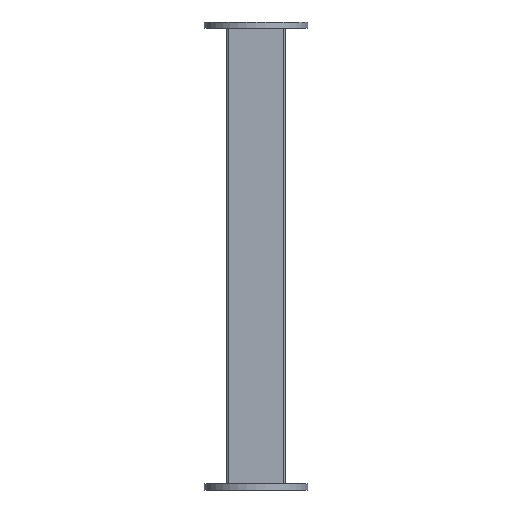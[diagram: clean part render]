
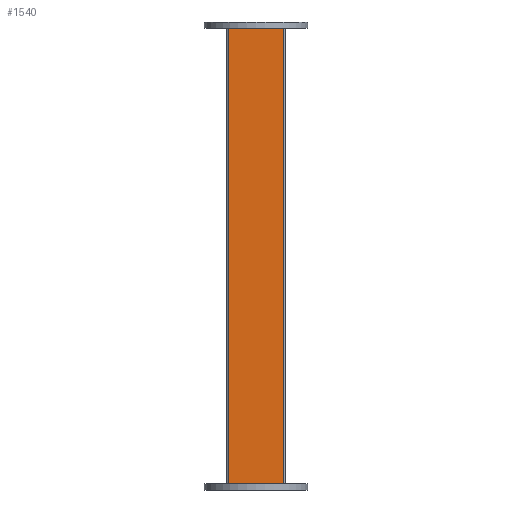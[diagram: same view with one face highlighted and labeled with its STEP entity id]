
A CAD part, front view. The second image highlights one B-rep face of the part: STEP entity #1540.
In plain terms, the highlighted planar face has unit normal (0, -1, 0).
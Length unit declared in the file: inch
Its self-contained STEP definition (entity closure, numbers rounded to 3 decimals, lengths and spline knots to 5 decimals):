
#1 = CARTESIAN_POINT ( 'NONE',  ( 1.4, -0.75, -23.68504 ) ) ;
#13 = VERTEX_POINT ( 'NONE', #1331 ) ;
#19 = EDGE_CURVE ( 'NONE', #13, #1246, #1730, .T. ) ;
#67 = DIRECTION ( 'NONE',  ( 0., 0., -1. ) ) ;
#132 = LINE ( 'NONE', #1395, #1083 ) ;
#136 = DIRECTION ( 'NONE',  ( 0., 0., 1. ) ) ;
#223 = EDGE_LOOP ( 'NONE', ( #378, #1778, #1266, #824 ) ) ;
#321 = LINE ( 'NONE', #1726, #1044 ) ;
#335 = CARTESIAN_POINT ( 'NONE',  ( -1.4, -0.75, -27.03914 ) ) ;
#378 = ORIENTED_EDGE ( 'NONE', *, *, #1361, .T. ) ;
#431 = PLANE ( 'NONE',  #1059 ) ;
#434 = DIRECTION ( 'NONE',  ( 0., 0., 1. ) ) ;
#558 = FACE_OUTER_BOUND ( 'NONE', #223, .T. ) ;
#581 = DIRECTION ( 'NONE',  ( -1., 0., 0. ) ) ;
#824 = ORIENTED_EDGE ( 'NONE', *, *, #1370, .T. ) ;
#882 = DIRECTION ( 'NONE',  ( -1., 0., 0. ) ) ;
#1041 = VERTEX_POINT ( 'NONE', #1 ) ;
#1044 = VECTOR ( 'NONE', #882, 39.37008 ) ;
#1059 = AXIS2_PLACEMENT_3D ( 'NONE', #1406, #1665, #136 ) ;
#1083 = VECTOR ( 'NONE', #581, 39.37008 ) ;
#1135 = CARTESIAN_POINT ( 'NONE',  ( 1.4, -0.75, -27.03914 ) ) ;
#1165 = VECTOR ( 'NONE', #67, 39.37008 ) ;
#1214 = EDGE_CURVE ( 'NONE', #1041, #1246, #321, .T. ) ;
#1246 = VERTEX_POINT ( 'NONE', #1387 ) ;
#1258 = LINE ( 'NONE', #1135, #1795 ) ;
#1266 = ORIENTED_EDGE ( 'NONE', *, *, #1214, .F. ) ;
#1331 = CARTESIAN_POINT ( 'NONE',  ( -1.4, -0.75, -0.31496 ) ) ;
#1357 = VERTEX_POINT ( 'NONE', #1700 ) ;
#1361 = EDGE_CURVE ( 'NONE', #1357, #13, #132, .T. ) ;
#1370 = EDGE_CURVE ( 'NONE', #1041, #1357, #1258, .T. ) ;
#1387 = CARTESIAN_POINT ( 'NONE',  ( -1.4, -0.75, -23.68504 ) ) ;
#1395 = CARTESIAN_POINT ( 'NONE',  ( 1.5, -0.75, -0.31496 ) ) ;
#1406 = CARTESIAN_POINT ( 'NONE',  ( 1.5, -0.75, -27.03914 ) ) ;
#1540 = ADVANCED_FACE ( 'NONE', ( #558 ), #431, .F. ) ;
#1665 = DIRECTION ( 'NONE',  ( 0., 1., 0. ) ) ;
#1700 = CARTESIAN_POINT ( 'NONE',  ( 1.4, -0.75, -0.31496 ) ) ;
#1726 = CARTESIAN_POINT ( 'NONE',  ( 1.5, -0.75, -23.68504 ) ) ;
#1730 = LINE ( 'NONE', #335, #1165 ) ;
#1778 = ORIENTED_EDGE ( 'NONE', *, *, #19, .T. ) ;
#1795 = VECTOR ( 'NONE', #434, 39.37008 ) ;
